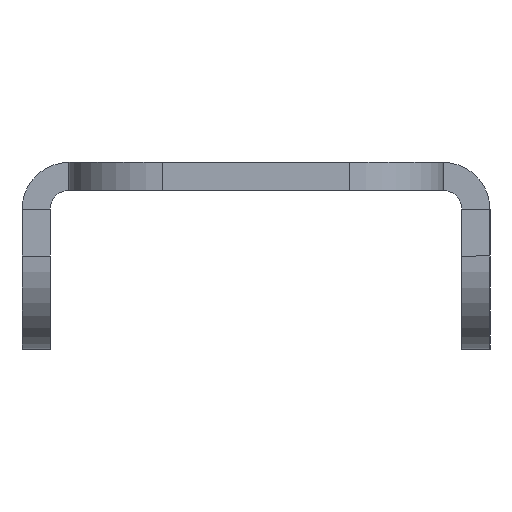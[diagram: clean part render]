
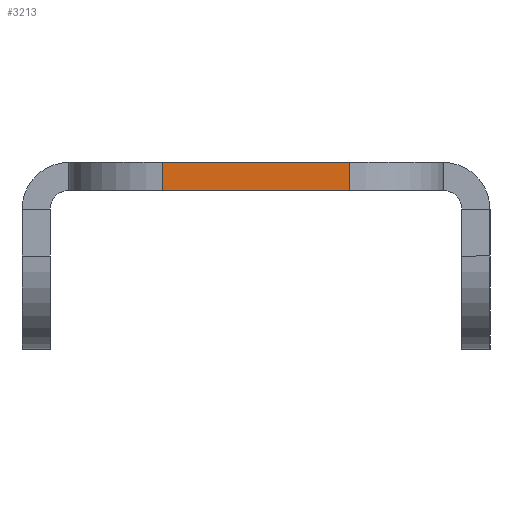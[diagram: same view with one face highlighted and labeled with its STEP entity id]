
A CAD part, left-side view. The second image highlights one B-rep face of the part: STEP entity #3213.
In plain terms, the highlighted planar face has unit normal (-1, 0, 0).
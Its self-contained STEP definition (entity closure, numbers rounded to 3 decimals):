
#88 = EDGE_CURVE ( 'NONE', #3069, #1717, #185, .T. ) ;
#185 = LINE ( 'NONE', #2373, #2660 ) ;
#216 = CARTESIAN_POINT ( 'NONE',  ( -343., 5., -2.5 ) ) ;
#332 = VECTOR ( 'NONE', #679, 1000. ) ;
#342 = CARTESIAN_POINT ( 'NONE',  ( -343., -5., 0. ) ) ;
#550 = EDGE_LOOP ( 'NONE', ( #2116, #1492, #2436, #3175 ) ) ;
#557 = PLANE ( 'NONE',  #2818 ) ;
#679 = DIRECTION ( 'NONE',  ( 0., 0., 1. ) ) ;
#695 = VECTOR ( 'NONE', #2155, 1000. ) ;
#701 = DIRECTION ( 'NONE',  ( 0., 0., -1. ) ) ;
#740 = CARTESIAN_POINT ( 'NONE',  ( -343., 5., 0. ) ) ;
#752 = CARTESIAN_POINT ( 'NONE',  ( -343., -5., -1.5 ) ) ;
#819 = EDGE_CURVE ( 'NONE', #1195, #2485, #2859, .T. ) ;
#885 = CARTESIAN_POINT ( 'NONE',  ( -343., 5., -1.5 ) ) ;
#923 = CARTESIAN_POINT ( 'NONE',  ( -343., 12.5, 0. ) ) ;
#1195 = VERTEX_POINT ( 'NONE', #342 ) ;
#1350 = VECTOR ( 'NONE', #701, 1000. ) ;
#1390 = EDGE_CURVE ( 'NONE', #3069, #1195, #2018, .T. ) ;
#1407 = DIRECTION ( 'NONE',  ( 0., 1., 0. ) ) ;
#1492 = ORIENTED_EDGE ( 'NONE', *, *, #1390, .T. ) ;
#1717 = VERTEX_POINT ( 'NONE', #885 ) ;
#1798 = DIRECTION ( 'NONE',  ( -1., 0., 0. ) ) ;
#1838 = FACE_OUTER_BOUND ( 'NONE', #550, .T. ) ;
#2007 = LINE ( 'NONE', #216, #1350 ) ;
#2018 = LINE ( 'NONE', #3114, #332 ) ;
#2068 = CARTESIAN_POINT ( 'NONE',  ( -343., 11., -2.5 ) ) ;
#2116 = ORIENTED_EDGE ( 'NONE', *, *, #88, .F. ) ;
#2155 = DIRECTION ( 'NONE',  ( 0., 1., 0. ) ) ;
#2292 = DIRECTION ( 'NONE',  ( 0., 0., 1. ) ) ;
#2373 = CARTESIAN_POINT ( 'NONE',  ( -343., 12.5, -1.5 ) ) ;
#2436 = ORIENTED_EDGE ( 'NONE', *, *, #819, .T. ) ;
#2485 = VERTEX_POINT ( 'NONE', #740 ) ;
#2660 = VECTOR ( 'NONE', #1407, 1000. ) ;
#2818 = AXIS2_PLACEMENT_3D ( 'NONE', #2068, #1798, #2292 ) ;
#2859 = LINE ( 'NONE', #923, #695 ) ;
#2915 = EDGE_CURVE ( 'NONE', #2485, #1717, #2007, .T. ) ;
#3069 = VERTEX_POINT ( 'NONE', #752 ) ;
#3114 = CARTESIAN_POINT ( 'NONE',  ( -343., -5., -2.5 ) ) ;
#3175 = ORIENTED_EDGE ( 'NONE', *, *, #2915, .T. ) ;
#3213 = ADVANCED_FACE ( 'NONE', ( #1838 ), #557, .T. ) ;
